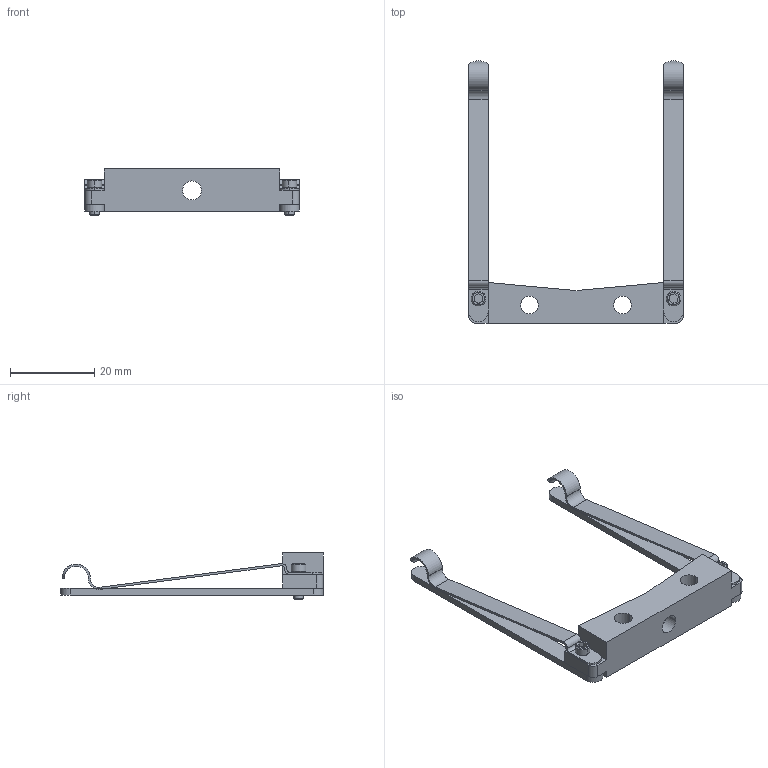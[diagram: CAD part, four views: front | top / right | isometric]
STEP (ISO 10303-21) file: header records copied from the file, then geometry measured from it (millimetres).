
FILE_DESCRIPTION((''),'2;1');
FILE_NAME('FFMA_ASM','2025-06-13T14:01:17',('R&D'),(''),'CREO PARAMETRIC BY PTC INC, 2021063','CREO PARAMETRIC BY PTC INC, 2021063','');
FILE_SCHEMA(('CONFIG_CONTROL_DESIGN'));
Length unit declared in the file: millimetre
Products named in the file (8): FFMA-A2; FFMA-A3; FFMA-A4; FFMA-A5; FFMA-A6; FFMA-A7; FFMA-A1_ASM; FFMA_ASM
Assembly tree (8 placements, depth 3):
  FFMA_ASM
    FFMA-A1_ASM
      FFMA-A2
      FFMA-A3
      FFMA-A4
      FFMA-A5
      FFMA-A6
      FFMA-A7  x2
Bounding box: 50.8 x 62.23 x 10.92 mm (x, y, z)
Volume: 4669.6 mm3; surface area: 5450.8 mm2
Topology: 7 solids, 7 shells, 148 faces, 370 edges, 240 vertices
Faces by surface type: plane 74, cylinder 62, cone 12
Entity records: 4540 total; most frequent: CARTESIAN_POINT 845, DIRECTION 792, ORIENTED_EDGE 704, EDGE_CURVE 352, AXIS2_PLACEMENT_3D 289, VERTEX_POINT 228, VECTOR 214, LINE 214
